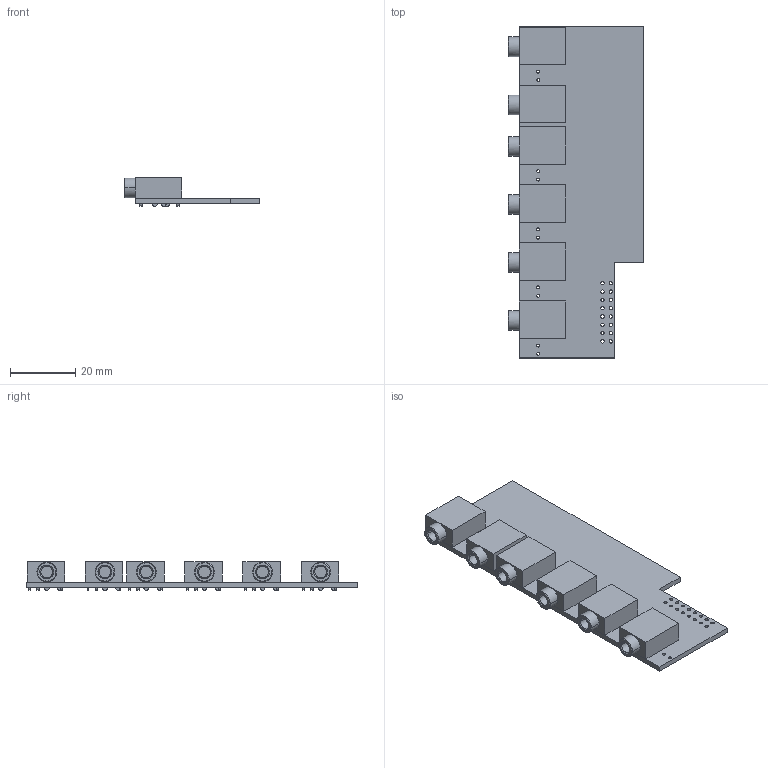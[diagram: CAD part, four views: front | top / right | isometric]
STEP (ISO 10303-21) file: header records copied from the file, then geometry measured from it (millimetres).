
FILE_DESCRIPTION(('KiCad electronic assembly'),'2;1');
FILE_NAME('Slimline Clock Divider SMD Main.step','2023-02-10T17:47:55',( 'Pcbnew'),('Kicad'),'Open CASCADE STEP processor 7.5', 'KiCad to STEP converter','Unknown');
FILE_SCHEMA(('AUTOMOTIVE_DESIGN { 1 0 10303 214 1 1 1 1 }'));
Length unit declared in the file: millimetre
Products named in the file (4): Slimline Clock Divider SMD Main 1; PJ-324M; SOLID; Slimline Clock Divider SMD Main PCB
Assembly tree (8 placements, depth 3):
  Slimline Clock Divider SMD Main 1
    PJ-324M  x6
      SOLID
    Slimline Clock Divider SMD Main PCB
Bounding box: 41.6 x 101.6 x 8.8 mm (x, y, z)
Volume: 12323.9 mm3; surface area: 12695.1 mm2
Topology: 7 solids, 7 shells, 430 faces, 1098 edges, 724 vertices
Faces by surface type: bspline 276, cylinder 86, plane 68
Full cylindrical faces by diameter (mm): 0.9 x10, 1 x16
Entity records: 14594 total; most frequent: CARTESIAN_POINT 4035, DIRECTION 1694, ORIENTED_EDGE 1126, PCURVE 1126, DEFINITIONAL_REPRESENTATION 1126, LINE 1024, VECTOR 1024, EDGE_CURVE 563
